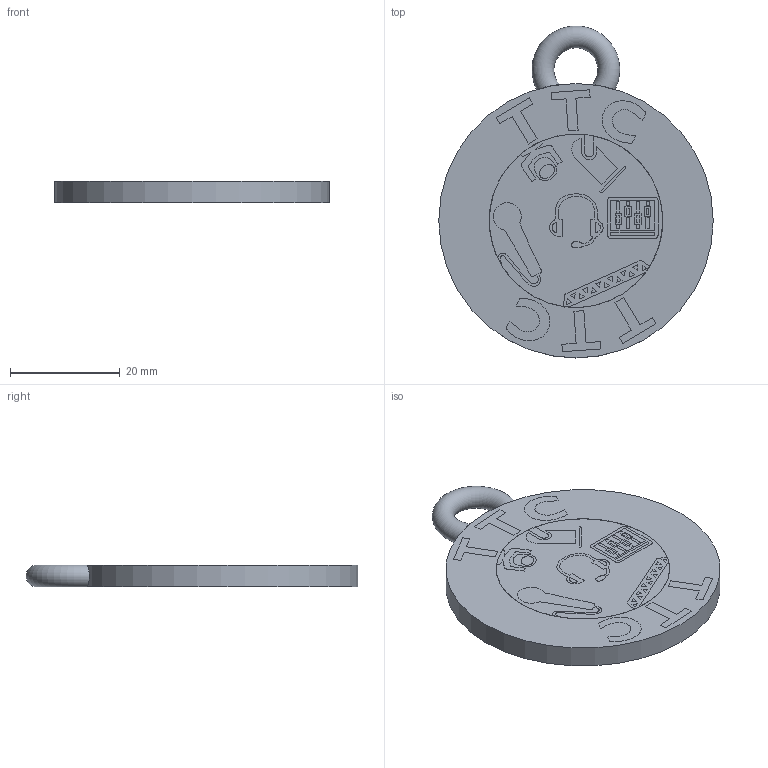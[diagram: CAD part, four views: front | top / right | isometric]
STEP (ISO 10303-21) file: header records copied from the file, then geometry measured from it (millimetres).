
FILE_DESCRIPTION(/* description */ ('STEP AP242','CAx-IF Rec.Pracs.---Representation and Presentation of Product Manufacturing Information (PMI)---4.0---2014-10-13','CAx-IF Rec.Pracs.---3D Tessellated Geometry---0.4---2014-09-14','2;1'),/* implementation_level */ '2;1');
FILE_NAME(/* name */ '669d24d8d5e4693ffcae83c3',/* time_stamp */ '2024-07-21T15:10:17Z',/* author */ (''),/* organization */ (''),/* preprocessor_version */ 'ST-DEVELOPER v20',/* originating_system */ ' ',/* authorisation */ ' ');
FILE_SCHEMA (('AP242_MANAGED_MODEL_BASED_3D_ENGINEERING_MIM_LF { 1 0 10303 442 1 1 4 }'));
Length unit declared in the file: metre
Products named in the file (54): Part 53; Part 52; Part 51; Part 32; Part 37; Part 36; Part 35; Part 33; Part 31; Part 50; Part 43; Part 48; Part 42; Part 47; Part 41; Part 46; Part 40; Part 45; Part 39; Part 44; Part 38; Part 49; Part 30; Part 34; Part 54; Part 29; Part 28; Part 27; Part 26; Part 25; Part 24; Part 23; Part 8; Part 21; Part 20; Part 22; Part 18; Part 17; Part 19; Part 15 ...
Bounding box: 50.01 x 60.5 x 4 mm (x, y, z)
Volume: 8162.2 mm3; surface area: 10697.8 mm2
Topology: 54 solids, 54 shells, 590 faces, 1456 edges, 974 vertices
Faces by surface type: plane 479, bspline 73, cylinder 37, torus 1
Full cylindrical faces by diameter (mm): 50.014 x1
Entity records: 27084 total; most frequent: CARTESIAN_POINT 12033, ORIENTED_EDGE 2892, DIRECTION 2510, EDGE_CURVE 1446, LINE 1224, VECTOR 1224, VERTEX_POINT 974, EDGE_LOOP 692
